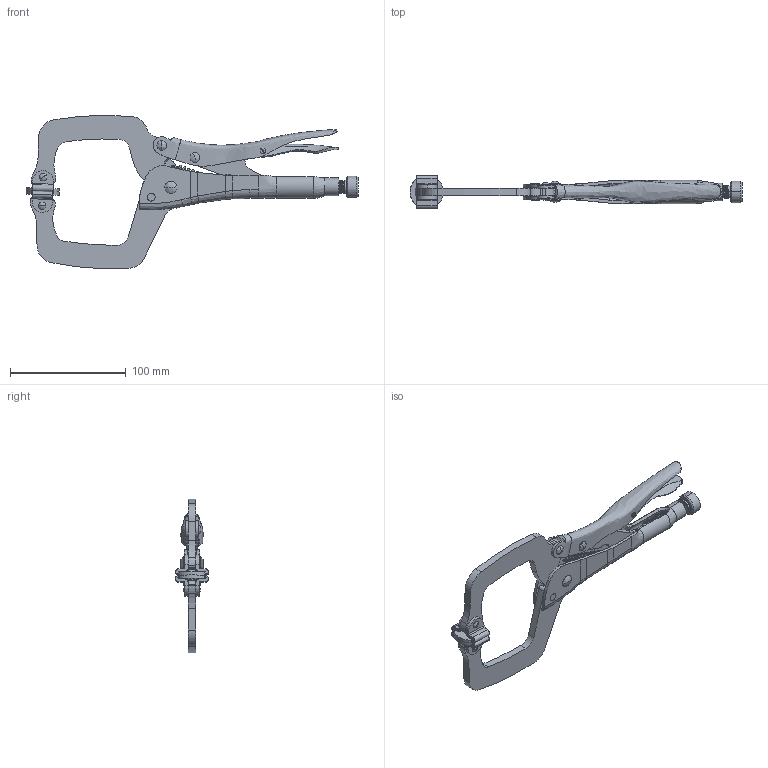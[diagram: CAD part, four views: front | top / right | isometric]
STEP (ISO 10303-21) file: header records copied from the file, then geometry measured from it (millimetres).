
FILE_DESCRIPTION (( 'STEP AP214' ), '1' );
FILE_NAME ('GH-511SP(單一零件).STEP', '2020-07-27T07:00:39', ( 'LinWei' ), ( '' ), 'SwSTEP 2.0', 'SolidWorks 2016', '' );
FILE_SCHEMA (( 'AUTOMOTIVE_DESIGN' ));
Length unit declared in the file: millimetre
Products named in the file (2): Group1^GH-511SP(單一零件); GH-511SP(單一零件)
Assembly tree (1 placements, depth 2):
  GH-511SP(單一零件)
    Group1^GH-511SP(單一零件)
Bounding box: 287.42 x 28.39 x 132.8 mm (x, y, z)
Volume: 107389.4 mm3; surface area: 67923.4 mm2
Topology: 3 solids, 3 shells, 528 faces, 1403 edges, 907 vertices
Faces by surface type: cylinder 288, bspline 113, plane 104, cone 17, torus 6
Entity records: 63880 total; most frequent: CARTESIAN_POINT 51405, ORIENTED_EDGE 2794, DIRECTION 2191, EDGE_CURVE 1397, VERTEX_POINT 907, AXIS2_PLACEMENT_3D 858, EDGE_LOOP 586, FACE_OUTER_BOUND 528
